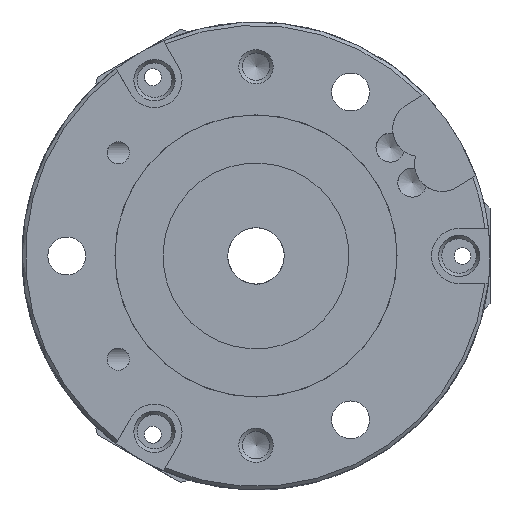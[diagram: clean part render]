
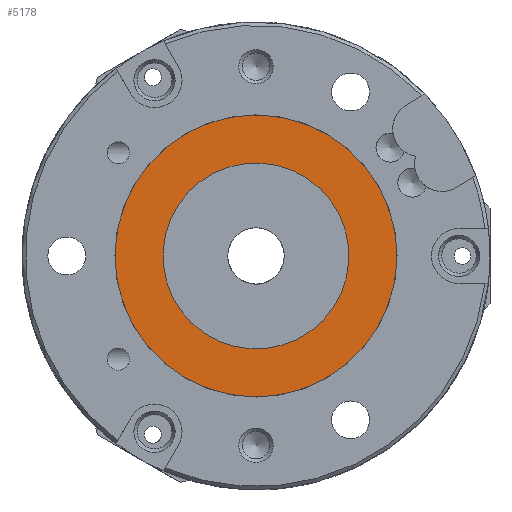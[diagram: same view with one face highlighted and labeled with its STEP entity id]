
A CAD part, front view. The second image highlights one B-rep face of the part: STEP entity #5178.
In plain terms, the highlighted face is planar.
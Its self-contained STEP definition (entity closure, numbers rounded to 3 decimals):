
#300=FACE_BOUND('',#975,.T.);
#399=PLANE('',#5852);
#647=FACE_OUTER_BOUND('',#974,.T.);
#974=EDGE_LOOP('',(#4483,#4484));
#975=EDGE_LOOP('',(#4485,#4486));
#2056=CIRCLE('',#5844,20.5);
#2057=CIRCLE('',#5845,20.5);
#2058=CIRCLE('',#5848,13.5);
#2059=CIRCLE('',#5849,13.5);
#2486=VERTEX_POINT('',#9383);
#2487=VERTEX_POINT('',#9385);
#2488=VERTEX_POINT('',#9390);
#2489=VERTEX_POINT('',#9391);
#3173=EDGE_CURVE('',#2486,#2487,#2056,.T.);
#3174=EDGE_CURVE('',#2487,#2486,#2057,.T.);
#3175=EDGE_CURVE('',#2488,#2489,#2058,.T.);
#3176=EDGE_CURVE('',#2489,#2488,#2059,.T.);
#4483=ORIENTED_EDGE('',*,*,#3174,.F.);
#4484=ORIENTED_EDGE('',*,*,#3173,.F.);
#4485=ORIENTED_EDGE('',*,*,#3175,.T.);
#4486=ORIENTED_EDGE('',*,*,#3176,.T.);
#5178=ADVANCED_FACE('',(#647,#300),#399,.T.);
#5844=AXIS2_PLACEMENT_3D('',#9386,#7141,#7142);
#5845=AXIS2_PLACEMENT_3D('',#9387,#7143,#7144);
#5848=AXIS2_PLACEMENT_3D('',#9392,#7149,#7150);
#5849=AXIS2_PLACEMENT_3D('',#9393,#7151,#7152);
#5852=AXIS2_PLACEMENT_3D('',#9399,#7158,#7159);
#7141=DIRECTION('center_axis',(0.,0.,1.));
#7142=DIRECTION('ref_axis',(1.,0.,0.));
#7143=DIRECTION('center_axis',(0.,0.,1.));
#7144=DIRECTION('ref_axis',(1.,0.,0.));
#7149=DIRECTION('center_axis',(0.,0.,1.));
#7150=DIRECTION('ref_axis',(1.,0.,0.));
#7151=DIRECTION('center_axis',(0.,0.,1.));
#7152=DIRECTION('ref_axis',(1.,0.,0.));
#7158=DIRECTION('center_axis',(0.,0.,-1.));
#7159=DIRECTION('ref_axis',(-1.,0.,0.));
#9383=CARTESIAN_POINT('',(-20.5,0.,3.2));
#9385=CARTESIAN_POINT('',(20.5,0.,3.2));
#9386=CARTESIAN_POINT('Origin',(0.,0.,3.2));
#9387=CARTESIAN_POINT('Origin',(0.,0.,3.2));
#9390=CARTESIAN_POINT('',(13.5,0.,3.2));
#9391=CARTESIAN_POINT('',(-13.5,0.,3.2));
#9392=CARTESIAN_POINT('Origin',(0.,0.,3.2));
#9393=CARTESIAN_POINT('Origin',(0.,0.,3.2));
#9399=CARTESIAN_POINT('Origin',(20.5,0.,3.2));
